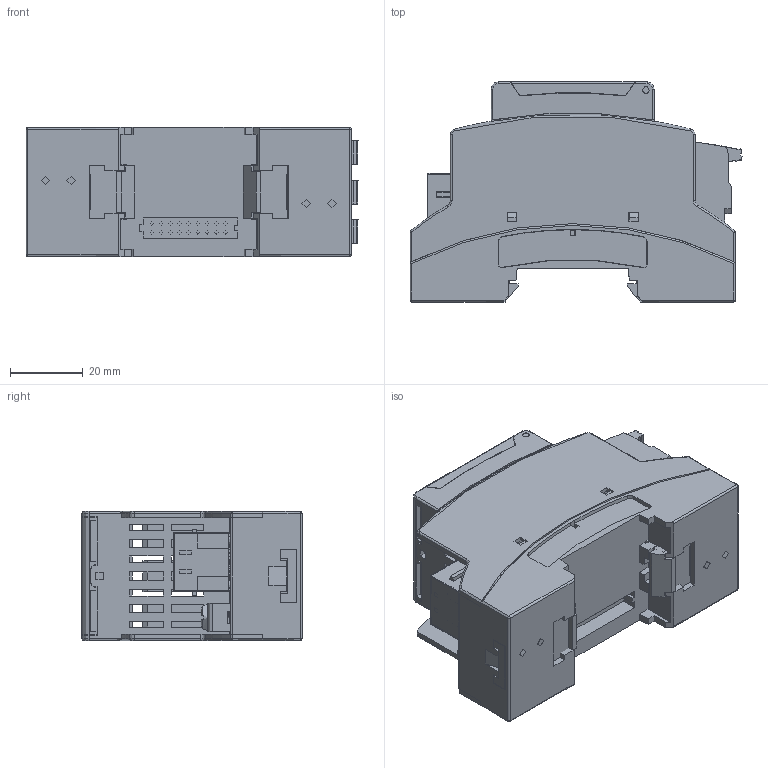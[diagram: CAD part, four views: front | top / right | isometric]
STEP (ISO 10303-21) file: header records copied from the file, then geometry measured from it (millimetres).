
FILE_DESCRIPTION(/* description */ (''),/* implementation_level */ '2;1');
FILE_NAME(/* name */ 'Entube TE.stp',/* time_stamp */ '2019-02-21T23:17:13+02:00',/* author */ ('GG'),/* organization */ (''),/* preprocessor_version */ 'ST-DEVELOPER v16.13',/* originating_system */ 'Autodesk Inventor 2018',/* authorisation */ '');
FILE_SCHEMA (('AUTOMOTIVE_DESIGN { 1 0 10303 214 3 1 1 }'));
Products named in the file (12): Entube TE; 2896254; BC_35.6_GEH-UT_HBUS_H.Select; Fussriegel_14.4_L30_Sperr_H.Select.1; 2896047; BC_35.6_GEH-OT_U22_H.Select; BC_35.6_DKL_R_H.Select TE; 1792096 Red; PLH_5_1-7.5 - Red; keystone-PN7701; Board_Entube_xE_PCB; A-2014-2-4-LP FS-R
Assembly tree (14 placements, depth 3):
  Entube TE
    2896254
      BC_35.6_GEH-UT_HBUS_H.Select
      Fussriegel_14.4_L30_Sperr_H.Select.1  x2
    2896047
      BC_35.6_GEH-OT_U22_H.Select
    BC_35.6_DKL_R_H.Select TE
    1792096 Red  x3
      PLH_5_1-7.5 - Red
    keystone-PN7701
    Board_Entube_xE_PCB
    A-2014-2-4-LP FS-R
Bounding box: 91.53 x 60.7 x 35.6 mm (x, y, z)
Volume: 48972.5 mm3; surface area: 64872.2 mm2
Topology: 11 solids, 726 shells, 2249 faces, 8654 edges, 7131 vertices
Faces by surface type: plane 1641, cylinder 483, torus 70, cone 29, bspline 18, sphere 8
Full cylindrical faces by diameter (mm): 0.406 x28, 0.457 x3, 0.61 x9, 0.813 x30, 0.9 x8, 1 x18, 1.168 x4, 1.6 x2, 1.727 x10, 1.753 x4, 2 x4, 2.4 x6, 2.5 x3, 3.2 x2, 3.251 x15, 3.505 x3, 4.2 x2, 5.131 x1
Entity records: 91543 total; most frequent: CARTESIAN_POINT 23641, DIRECTION 12771, ORIENTED_EDGE 11268, EDGE_CURVE 7738, VERTEX_POINT 6617, LINE 6213, VECTOR 6213, AXIS2_PLACEMENT_3D 3279
